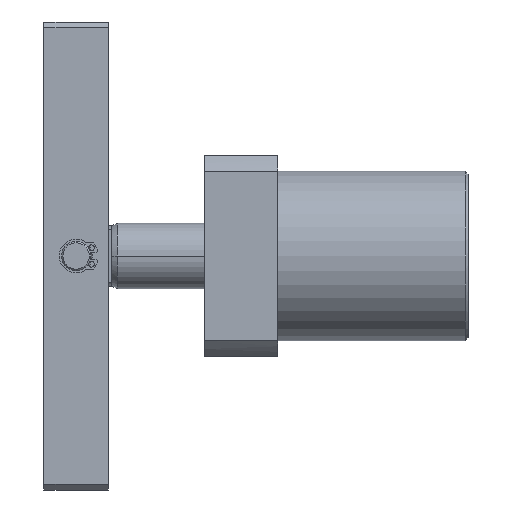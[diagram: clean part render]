
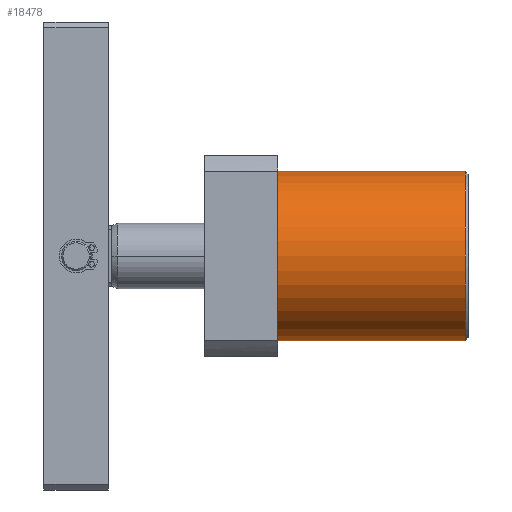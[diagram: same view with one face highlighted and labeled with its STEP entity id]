
A CAD part, left-side view. The second image highlights one B-rep face of the part: STEP entity #18478.
In plain terms, the highlighted cylindrical face has radius 29 mm (diameter 58 mm), a partial arc.
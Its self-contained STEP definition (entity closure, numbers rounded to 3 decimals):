
#97 = VECTOR ( 'NONE', #7627, 1000. ) ;
#1664 = CIRCLE ( 'NONE', #7000, 29. ) ;
#3246 = VERTEX_POINT ( 'NONE', #6592 ) ;
#4151 = CARTESIAN_POINT ( 'NONE',  ( 0., 0., -29. ) ) ;
#4598 = ORIENTED_EDGE ( 'NONE', *, *, #12503, .F. ) ;
#5179 = CIRCLE ( 'NONE', #11155, 29. ) ;
#5211 = CARTESIAN_POINT ( 'NONE',  ( 0., 0., 0. ) ) ;
#5358 = VERTEX_POINT ( 'NONE', #4151 ) ;
#5731 = CARTESIAN_POINT ( 'NONE',  ( 0., -64., 0. ) ) ;
#5898 = ORIENTED_EDGE ( 'NONE', *, *, #11064, .F. ) ;
#5951 = CARTESIAN_POINT ( 'NONE',  ( 0., -64., -29. ) ) ;
#6592 = CARTESIAN_POINT ( 'NONE',  ( 0., -64., -29. ) ) ;
#6646 = DIRECTION ( 'NONE',  ( 0., 1., 0. ) ) ;
#7000 = AXIS2_PLACEMENT_3D ( 'NONE', #5211, #6646, #13783 ) ;
#7627 = DIRECTION ( 'NONE',  ( 0., 1., 0. ) ) ;
#7793 = DIRECTION ( 'NONE',  ( 0., 1., 0. ) ) ;
#7809 = VERTEX_POINT ( 'NONE', #14066 ) ;
#7822 = CARTESIAN_POINT ( 'NONE',  ( 0., 0., 29. ) ) ;
#8528 = DIRECTION ( 'NONE',  ( 0., -1., 0. ) ) ;
#9053 = ORIENTED_EDGE ( 'NONE', *, *, #10210, .F. ) ;
#10210 = EDGE_CURVE ( 'NONE', #3246, #5358, #10576, .T. ) ;
#10576 = LINE ( 'NONE', #5951, #97 ) ;
#10941 = LINE ( 'NONE', #17616, #11404 ) ;
#11064 = EDGE_CURVE ( 'NONE', #5358, #11991, #1664, .T. ) ;
#11155 = AXIS2_PLACEMENT_3D ( 'NONE', #5731, #8528, #14233 ) ;
#11278 = ORIENTED_EDGE ( 'NONE', *, *, #14580, .T. ) ;
#11404 = VECTOR ( 'NONE', #13411, 1000. ) ;
#11557 = AXIS2_PLACEMENT_3D ( 'NONE', #16341, #7793, #13437 ) ;
#11991 = VERTEX_POINT ( 'NONE', #7822 ) ;
#12503 = EDGE_CURVE ( 'NONE', #7809, #3246, #5179, .T. ) ;
#13124 = CYLINDRICAL_SURFACE ( 'NONE', #11557, 29. ) ;
#13411 = DIRECTION ( 'NONE',  ( 0., 1., 0. ) ) ;
#13437 = DIRECTION ( 'NONE',  ( 0., 0., 1. ) ) ;
#13783 = DIRECTION ( 'NONE',  ( 0., 0., 1. ) ) ;
#14066 = CARTESIAN_POINT ( 'NONE',  ( 0., -64., 29. ) ) ;
#14233 = DIRECTION ( 'NONE',  ( 0., 0., 1. ) ) ;
#14580 = EDGE_CURVE ( 'NONE', #7809, #11991, #10941, .T. ) ;
#16341 = CARTESIAN_POINT ( 'NONE',  ( 0., -64., 0. ) ) ;
#17616 = CARTESIAN_POINT ( 'NONE',  ( 0., -64., 29. ) ) ;
#18087 = EDGE_LOOP ( 'NONE', ( #9053, #4598, #11278, #5898 ) ) ;
#18468 = FACE_OUTER_BOUND ( 'NONE', #18087, .T. ) ;
#18478 = ADVANCED_FACE ( 'NONE', ( #18468 ), #13124, .T. ) ;
